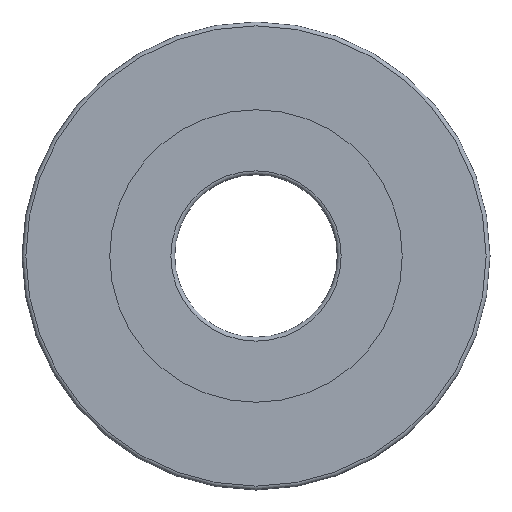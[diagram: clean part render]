
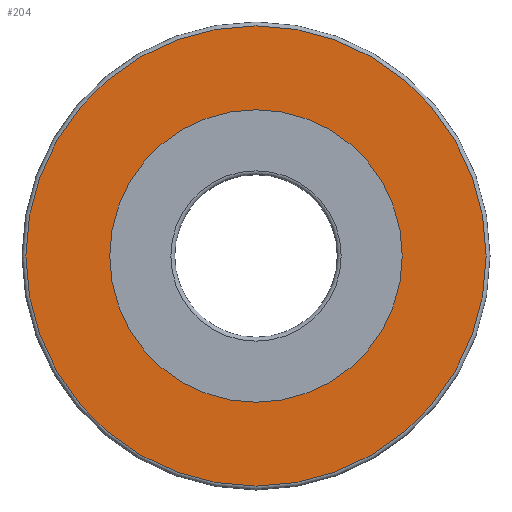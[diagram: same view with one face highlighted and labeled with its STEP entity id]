
A CAD part, left-side view. The second image highlights one B-rep face of the part: STEP entity #204.
In plain terms, the highlighted planar face has unit normal (-1, 0, 0).
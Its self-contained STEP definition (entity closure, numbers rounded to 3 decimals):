
#23 = CARTESIAN_POINT ( 'NONE',  ( -11.9, 22.5, 0. ) ) ;
#38 = DIRECTION ( 'NONE',  ( -1., 0., 0. ) ) ;
#50 = ORIENTED_EDGE ( 'NONE', *, *, #280, .T. ) ;
#53 = DIRECTION ( 'NONE',  ( 0., 0., -1. ) ) ;
#66 = AXIS2_PLACEMENT_3D ( 'NONE', #229, #38, #88 ) ;
#88 = DIRECTION ( 'NONE',  ( 0., 0., -1. ) ) ;
#124 = EDGE_LOOP ( 'NONE', ( #50 ) ) ;
#159 = DIRECTION ( 'NONE',  ( 1., 0., 0. ) ) ;
#165 = AXIS2_PLACEMENT_3D ( 'NONE', #316, #159, #218 ) ;
#169 = EDGE_LOOP ( 'NONE', ( #243 ) ) ;
#174 = CIRCLE ( 'NONE', #165, 22.5 ) ;
#204 = ADVANCED_FACE ( 'NONE', ( #250, #292 ), #235, .F. ) ;
#206 = DIRECTION ( 'NONE',  ( 1., 0., 0. ) ) ;
#209 = AXIS2_PLACEMENT_3D ( 'NONE', #23, #206, #53 ) ;
#218 = DIRECTION ( 'NONE',  ( 0., 0., -1. ) ) ;
#224 = VERTEX_POINT ( 'NONE', #337 ) ;
#229 = CARTESIAN_POINT ( 'NONE',  ( -11.9, 0., 0. ) ) ;
#235 = PLANE ( 'NONE',  #209 ) ;
#243 = ORIENTED_EDGE ( 'NONE', *, *, #358, .T. ) ;
#250 = FACE_OUTER_BOUND ( 'NONE', #124, .T. ) ;
#253 = CARTESIAN_POINT ( 'NONE',  ( -11.9, 0., -22.5 ) ) ;
#280 = EDGE_CURVE ( 'NONE', #224, #224, #319, .T. ) ;
#287 = VERTEX_POINT ( 'NONE', #253 ) ;
#292 = FACE_BOUND ( 'NONE', #169, .T. ) ;
#316 = CARTESIAN_POINT ( 'NONE',  ( -11.9, 0., 0. ) ) ;
#319 = CIRCLE ( 'NONE', #66, 35.4 ) ;
#337 = CARTESIAN_POINT ( 'NONE',  ( -11.9, 0., -35.4 ) ) ;
#358 = EDGE_CURVE ( 'NONE', #287, #287, #174, .T. ) ;
